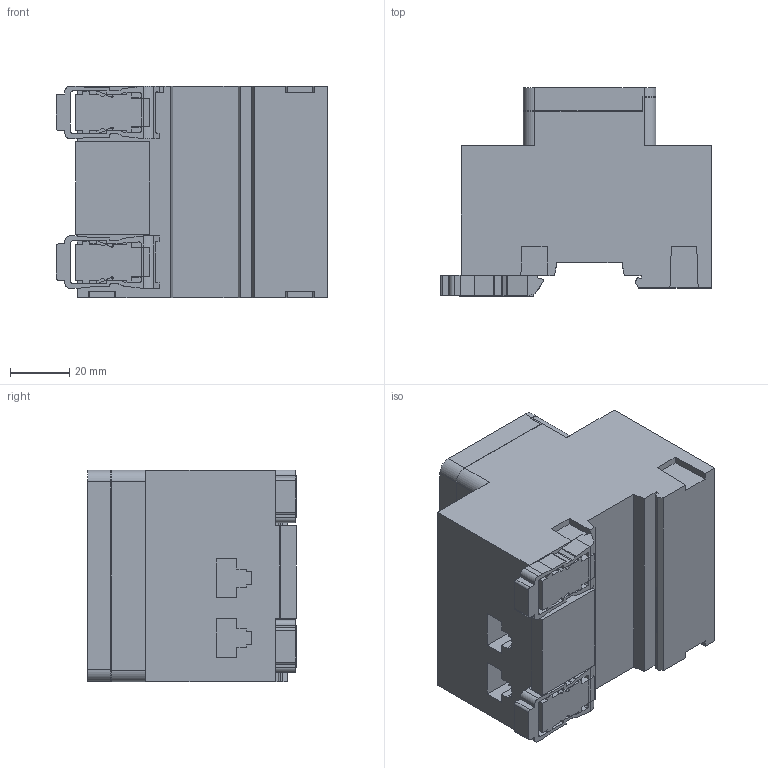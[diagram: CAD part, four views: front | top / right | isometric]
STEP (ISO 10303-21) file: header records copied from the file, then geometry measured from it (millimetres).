
FILE_DESCRIPTION((''),'2;1');
FILE_NAME('LV434001_3D-SIMPLIFIED_ASM','2017-03-17T',('dlavaud'),(''),'PRO/ENGINEER BY PARAMETRIC TECHNOLOGY CORPORATION, 2014090','PRO/ENGINEER BY PARAMETRIC TECHNOLOGY CORPORATION, 2014090','');
FILE_SCHEMA(('CONFIG_CONTROL_DESIGN'));
Products named in the file (9): CAPOT_2; CORP_4; AGRAFE_1; BOUTON_1; SB110545_3D-SIMPLIFIED-1_ASM_4_ASM; SB110545_3D-SIMPLIFIED_ASM_7_ASM; SB110545_3D-SIMPLIFIED_ASM; SIMPLIFIED_ASM; LV434001_3D-SIMPLIFIED_ASM
Assembly tree (9 placements, depth 6):
  LV434001_3D-SIMPLIFIED_ASM
    SIMPLIFIED_ASM
      SB110545_3D-SIMPLIFIED_ASM
        SB110545_3D-SIMPLIFIED_ASM_7_ASM
          SB110545_3D-SIMPLIFIED-1_ASM_4_ASM
            CAPOT_2
            CORP_4
            AGRAFE_1  x2
            BOUTON_1
Bounding box: 91.9 x 70.63 x 71.7 mm (x, y, z)
Volume: 330317.2 mm3; surface area: 48738 mm2
Topology: 5 solids, 5 shells, 487 faces, 1453 edges, 981 vertices
Faces by surface type: plane 390, cylinder 87, extrusion 8, cone 2
Entity records: 13498 total; most frequent: CARTESIAN_POINT 2450, ORIENTED_EDGE 2350, DIRECTION 2178, EDGE_CURVE 1175, VECTOR 998, LINE 994, VERTEX_POINT 795, AXIS2_PLACEMENT_3D 590
